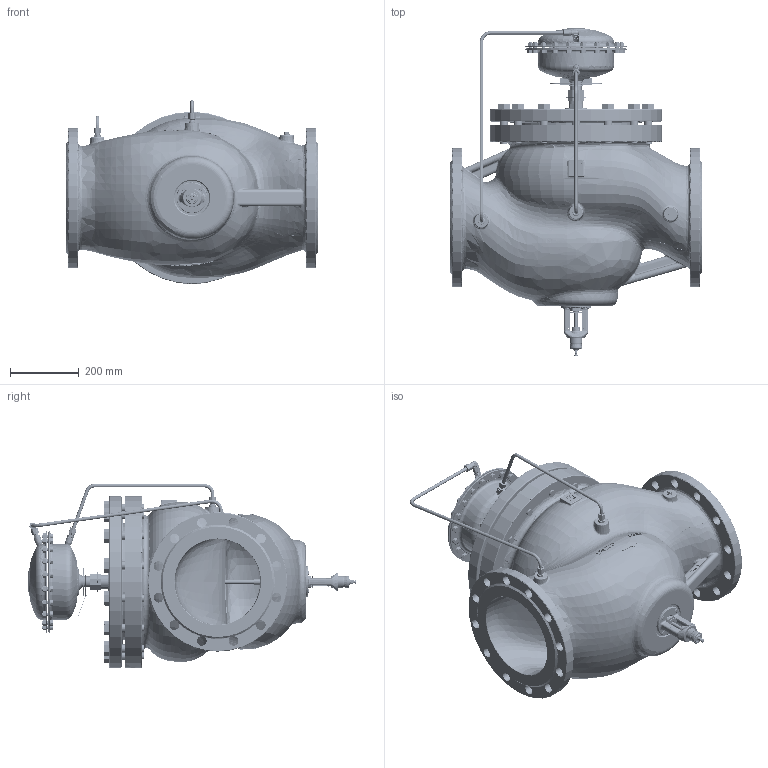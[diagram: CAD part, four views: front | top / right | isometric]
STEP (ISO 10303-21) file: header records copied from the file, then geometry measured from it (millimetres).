
FILE_DESCRIPTION((''),'2;1');
FILE_NAME('003G5512_AFQM2_PN16_DN250_0-2_A_ASM','2021-01-18T',('U258099'),('Danfoss'),'CREO PARAMETRIC BY PTC INC, 2018070','CREO PARAMETRIC BY PTC INC, 2018070','');
FILE_SCHEMA(('CONFIG_CONTROL_DESIGN'));
Products named in the file (46): 88650550_VALVE_BODY_VFQM_DN250_; 88650760_VALVE_COVER_VFG_DN250_; HEX_SCREW_DIN931_M24X100_1; 88651210_YOKE_BODY_DN125_250__1; 88652270_SETT_SCREW_DN125-250_2; 88652330_STUFFING_BOX_DN150_2_1; 88652960_CV_PISTON_H_SUB_DN250__ASM; 88651380_SPINDLE_CV_DN250_1; 88652990_CV_PISTON_SUB_DN250_AS_ASM; 88652800_POINTER_VFQM_1_1; 88652760_FLOW_LABEL_DN250_1; HEX_SCREW_DIN933_M06X18_1_1; 51340030_1; 188610240_1_1; WALTER_CONNECTION_1_1; WALTER_CONNECTION_NUT_1_1; 8863078_ASM_1_1_ASM; 88653200_VFQM_DN250_PN16_ASM_1_ASM; 88670130_HOUSING320_PN16_M_AF_1; 88673400_TUBE_FI38X10X62_MI_A_1; 88671660_PRESSURE_CONNECTOR_4_1; WELD_320_4MM_AF29_1_1; 88671530_COVER320_PN16_MINUS__1_ASM; 88670160_HOUS_AFQ_320_PN16__A_1; 88671660_PRESSURE_CONNECTOR_A_1; WELD_PRESS_CON_4MM_AF0_1_1; 88672660_COVE_AFQ_320_PN16_PL_1_ASM; 88670600_CONNECTING_NUT_G1_1__1; WALTER_CONNECTION_1; WALTER_CONNECTION_NUT_1; 8863078_ASM_1_ASM; 88630330_1_1; 88630640_ASM_1_1_ASM; 51818000_1_1; 52017500_1_1; 51917340_1_1; 88673820_1_1; 88673810_LABEL_PLATE_PA_1_1; 88673840_1_1; 88670640_DISASSEMBLY_BRACKET__1 ...
Assembly tree (122 placements, depth 5):
  003G5512_AFQM2_PN16_DN250_0-2_A_ASM
    88653200_VFQM_DN250_PN16_ASM_1_ASM
      88650550_VALVE_BODY_VFQM_DN250_
      88650760_VALVE_COVER_VFG_DN250_
      HEX_SCREW_DIN931_M24X100_1  x14
      88651210_YOKE_BODY_DN125_250__1
      88652270_SETT_SCREW_DN125-250_2
      88652960_CV_PISTON_H_SUB_DN250__ASM
        88652330_STUFFING_BOX_DN150_2_1
      88652990_CV_PISTON_SUB_DN250_AS_ASM
        88651380_SPINDLE_CV_DN250_1
      88652800_POINTER_VFQM_1_1
      88652760_FLOW_LABEL_DN250_1
      HEX_SCREW_DIN933_M06X18_1_1  x4
      51340030_1  x2
      188610240_1_1
      8863078_ASM_1_1_ASM  x2
        WALTER_CONNECTION_1_1
        WALTER_CONNECTION_NUT_1_1
    003G5596_AFQ2_PN16_320CM2_ASM_2_ASM
      88671530_COVER320_PN16_MINUS__1_ASM
        88670130_HOUSING320_PN16_M_AF_1
        88673400_TUBE_FI38X10X62_MI_A_1
        88671660_PRESSURE_CONNECTOR_4_1
        WELD_320_4MM_AF29_1_1
      88672660_COVE_AFQ_320_PN16_PL_1_ASM
        88670160_HOUS_AFQ_320_PN16__A_1
        88671660_PRESSURE_CONNECTOR_A_1
        WELD_PRESS_CON_4MM_AF0_1_1
      88670600_CONNECTING_NUT_G1_1__1
      88630640_ASM_1_1_ASM  x2
        8863078_ASM_1_ASM
          WALTER_CONNECTION_1
          WALTER_CONNECTION_NUT_1
        88630330_1_1
      51818000_1_1  x20
      52017500_1_1  x20
      51917340_1_1  x20
      88673820_1_1
      88673810_LABEL_PLATE_PA_1_1
      88673840_1_1
      88670640_DISASSEMBLY_BRACKET__1
      56722030_ASM_1_1_ASM
        PRIKLJUCEK_KOLENO_1_1
        WALTER_CONNECTION_NUT_1
    88674620_TUBE_PL_AFQM_DN250-320
    88674630_TUBE_MI_AFQM_DN250-320
Bounding box: 730 x 953.8 x 534.07 mm (x, y, z)
Volume: 46218491.5 mm3; surface area: 4140109 mm2
Topology: 115 solids, 115 shells, 5741 faces, 15009 edges, 9613 vertices
Faces by surface type: plane 2606, cylinder 1277, cone 1045, bspline 393, torus 338, extrusion 47, sphere 28, revolution 7
Entity records: 168905 total; most frequent: CARTESIAN_POINT 71365, ORIENTED_EDGE 21474, DIRECTION 18297, EDGE_CURVE 10737, VERTEX_POINT 6981, AXIS2_PLACEMENT_3D 6573, VECTOR 5144, LINE 5097
